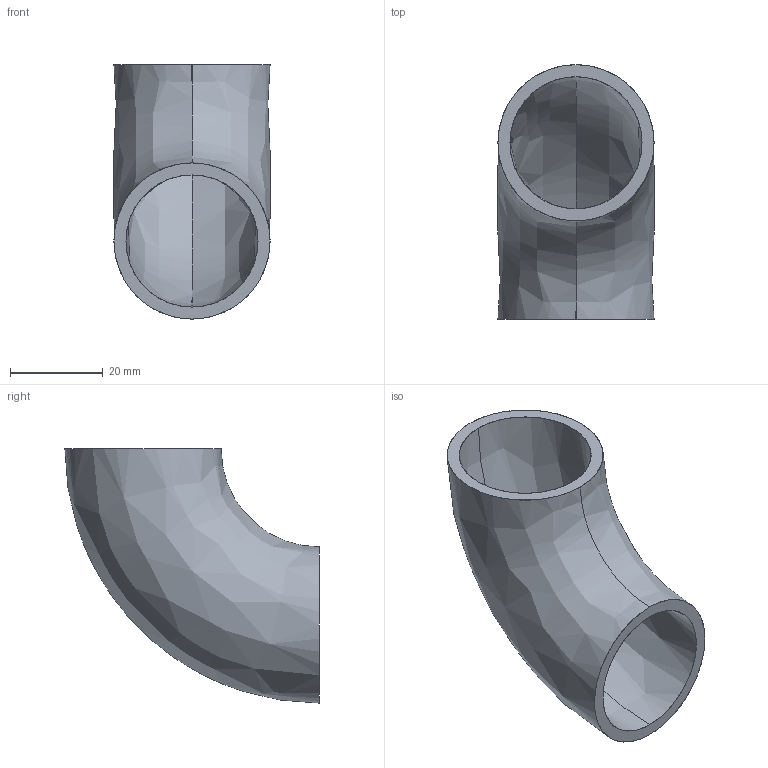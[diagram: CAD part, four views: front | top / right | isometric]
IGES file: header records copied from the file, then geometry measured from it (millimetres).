
Start section: SolidWorks IGES file using analytic representation for surfaces
Global section: file name: 55160-ST.igs; native system: SolidWorks 2015; preprocessor: SolidWorks 2015; author: Christian; date: 181217.112028; units: millimetre
Bounding box: 33.7 x 54.85 x 54.85 mm (x, y, z)
Surface area: 12190.2 mm2 (no closed solid volume)
Topology: 0 solids, 0 shells, 213 faces, 3012 edges, 3012 vertices
Faces by surface type: bspline 213
